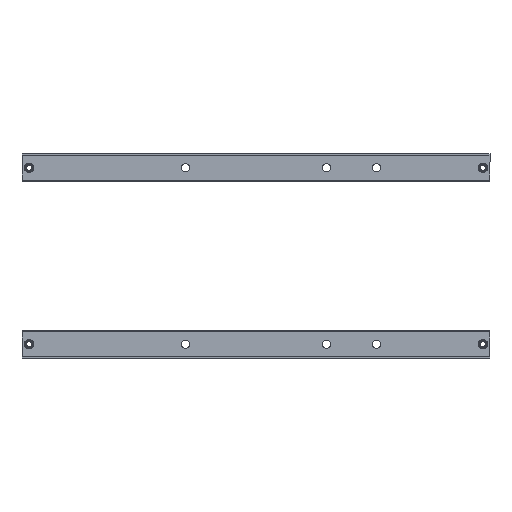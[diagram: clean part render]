
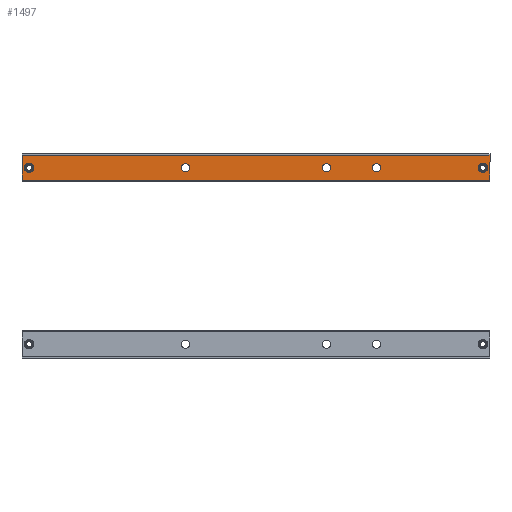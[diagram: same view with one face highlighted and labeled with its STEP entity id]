
A CAD part, front view. The second image highlights one B-rep face of the part: STEP entity #1497.
In plain terms, the highlighted planar face has unit normal (0, -1, 0).
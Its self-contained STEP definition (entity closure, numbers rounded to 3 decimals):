
#8 = EDGE_LOOP ( 'NONE', ( #782, #1600 ) ) ;
#18 = EDGE_CURVE ( 'NONE', #1818, #71, #996, .T. ) ;
#19 = VERTEX_POINT ( 'NONE', #480 ) ;
#30 = DIRECTION ( 'NONE',  ( 0., 1., 0. ) ) ;
#55 = CIRCLE ( 'NONE', #1510, 7. ) ;
#71 = VERTEX_POINT ( 'NONE', #1845 ) ;
#90 = EDGE_CURVE ( 'NONE', #243, #1953, #1248, .T. ) ;
#92 = CARTESIAN_POINT ( 'NONE',  ( 504.112, 417.945, 1168.667 ) ) ;
#97 = ORIENTED_EDGE ( 'NONE', *, *, #18, .F. ) ;
#137 = CARTESIAN_POINT ( 'NONE',  ( 230.112, 417.945, 1168.667 ) ) ;
#151 = EDGE_CURVE ( 'NONE', #19, #1288, #1134, .T. ) ;
#152 = CIRCLE ( 'NONE', #1925, 8. ) ;
#154 = CIRCLE ( 'NONE', #721, 7. ) ;
#196 = DIRECTION ( 'NONE',  ( 1., 0., 0. ) ) ;
#202 = DIRECTION ( 'NONE',  ( 0., 1., 0. ) ) ;
#210 = CARTESIAN_POINT ( 'NONE',  ( 315.112, 417.945, 1168.667 ) ) ;
#213 = EDGE_LOOP ( 'NONE', ( #483, #1733 ) ) ;
#224 = CARTESIAN_POINT ( 'NONE',  ( -287.888, 417.945, 1147.667 ) ) ;
#239 = CARTESIAN_POINT ( 'NONE',  ( 488.112, 417.945, 1168.667 ) ) ;
#243 = VERTEX_POINT ( 'NONE', #1439 ) ;
#264 = ORIENTED_EDGE ( 'NONE', *, *, #151, .T. ) ;
#276 = LINE ( 'NONE', #1382, #1492 ) ;
#304 = DIRECTION ( 'NONE',  ( 1., 0., 0. ) ) ;
#318 = CARTESIAN_POINT ( 'NONE',  ( 496.112, 417.945, 1168.667 ) ) ;
#332 = EDGE_CURVE ( 'NONE', #661, #469, #152, .T. ) ;
#368 = VERTEX_POINT ( 'NONE', #224 ) ;
#381 = FACE_OUTER_BOUND ( 'NONE', #1329, .T. ) ;
#383 = DIRECTION ( 'NONE',  ( 0., 1., 0. ) ) ;
#384 = DIRECTION ( 'NONE',  ( -1., 0., 0. ) ) ;
#399 = DIRECTION ( 'NONE',  ( 0., 0., 1. ) ) ;
#400 = AXIS2_PLACEMENT_3D ( 'NONE', #694, #685, #304 ) ;
#409 = AXIS2_PLACEMENT_3D ( 'NONE', #719, #766, #982 ) ;
#421 = DIRECTION ( 'NONE',  ( 1., 0., 0. ) ) ;
#424 = CARTESIAN_POINT ( 'NONE',  ( 308.112, 417.945, 1168.667 ) ) ;
#441 = CARTESIAN_POINT ( 'NONE',  ( 223.112, 417.945, 1168.667 ) ) ;
#460 = CIRCLE ( 'NONE', #1081, 8. ) ;
#467 = EDGE_CURVE ( 'NONE', #834, #1299, #1418, .T. ) ;
#469 = VERTEX_POINT ( 'NONE', #239 ) ;
#474 = CARTESIAN_POINT ( 'NONE',  ( -287.888, 417.945, 1189.667 ) ) ;
#480 = CARTESIAN_POINT ( 'NONE',  ( 237.112, 417.945, 1168.667 ) ) ;
#483 = ORIENTED_EDGE ( 'NONE', *, *, #90, .F. ) ;
#522 = VECTOR ( 'NONE', #384, 1000. ) ;
#531 = CARTESIAN_POINT ( 'NONE',  ( -287.888, 417.945, 1189.667 ) ) ;
#560 = ORIENTED_EDGE ( 'NONE', *, *, #1666, .T. ) ;
#565 = EDGE_CURVE ( 'NONE', #469, #661, #460, .T. ) ;
#573 = EDGE_CURVE ( 'NONE', #1400, #1544, #154, .T. ) ;
#589 = EDGE_CURVE ( 'NONE', #1818, #368, #276, .T. ) ;
#612 = CARTESIAN_POINT ( 'NONE',  ( -2.888, 417.945, 1168.667 ) ) ;
#634 = CARTESIAN_POINT ( 'NONE',  ( 230.112, 417.945, 1168.667 ) ) ;
#635 = EDGE_CURVE ( 'NONE', #1544, #1400, #1178, .T. ) ;
#661 = VERTEX_POINT ( 'NONE', #92 ) ;
#662 = DIRECTION ( 'NONE',  ( 0., -1., 0. ) ) ;
#666 = DIRECTION ( 'NONE',  ( 0., 0., 1. ) ) ;
#682 = DIRECTION ( 'NONE',  ( 0., 1., 0. ) ) ;
#685 = DIRECTION ( 'NONE',  ( 0., 1., 0. ) ) ;
#687 = DIRECTION ( 'NONE',  ( 0., 0., -1. ) ) ;
#694 = CARTESIAN_POINT ( 'NONE',  ( 315.112, 417.945, 1168.667 ) ) ;
#711 = CARTESIAN_POINT ( 'NONE',  ( -287.888, 417.945, 1985.672 ) ) ;
#719 = CARTESIAN_POINT ( 'NONE',  ( -275.888, 417.945, 1168.667 ) ) ;
#721 = AXIS2_PLACEMENT_3D ( 'NONE', #1231, #1376, #1191 ) ;
#728 = CIRCLE ( 'NONE', #1241, 7. ) ;
#766 = DIRECTION ( 'NONE',  ( 0., -1., 0. ) ) ;
#773 = EDGE_CURVE ( 'NONE', #800, #368, #1297, .T. ) ;
#782 = ORIENTED_EDGE ( 'NONE', *, *, #573, .T. ) ;
#785 = DIRECTION ( 'NONE',  ( 0., -1., 0. ) ) ;
#786 = FACE_BOUND ( 'NONE', #1368, .T. ) ;
#796 = CARTESIAN_POINT ( 'NONE',  ( 508.112, 417.945, 1147.667 ) ) ;
#800 = VERTEX_POINT ( 'NONE', #796 ) ;
#804 = FACE_BOUND ( 'NONE', #1111, .T. ) ;
#834 = VERTEX_POINT ( 'NONE', #1144 ) ;
#860 = LINE ( 'NONE', #1586, #1121 ) ;
#927 = AXIS2_PLACEMENT_3D ( 'NONE', #962, #1553, #666 ) ;
#929 = ORIENTED_EDGE ( 'NONE', *, *, #332, .F. ) ;
#962 = CARTESIAN_POINT ( 'NONE',  ( -275.888, 417.945, 1168.667 ) ) ;
#966 = FACE_BOUND ( 'NONE', #1142, .T. ) ;
#982 = DIRECTION ( 'NONE',  ( 0., 0., 1. ) ) ;
#996 = LINE ( 'NONE', #474, #1633 ) ;
#1020 = ORIENTED_EDGE ( 'NONE', *, *, #773, .F. ) ;
#1081 = AXIS2_PLACEMENT_3D ( 'NONE', #1594, #662, #1737 ) ;
#1111 = EDGE_LOOP ( 'NONE', ( #1900, #929 ) ) ;
#1121 = VECTOR ( 'NONE', #687, 1000. ) ;
#1134 = CIRCLE ( 'NONE', #1177, 7. ) ;
#1142 = EDGE_LOOP ( 'NONE', ( #264, #560 ) ) ;
#1143 = EDGE_CURVE ( 'NONE', #1299, #834, #55, .T. ) ;
#1144 = CARTESIAN_POINT ( 'NONE',  ( 322.112, 417.945, 1168.667 ) ) ;
#1165 = EDGE_CURVE ( 'NONE', #1953, #243, #1169, .T. ) ;
#1169 = CIRCLE ( 'NONE', #927, 8. ) ;
#1177 = AXIS2_PLACEMENT_3D ( 'NONE', #634, #30, #421 ) ;
#1178 = CIRCLE ( 'NONE', #1978, 7. ) ;
#1191 = DIRECTION ( 'NONE',  ( 1., 0., 0. ) ) ;
#1231 = CARTESIAN_POINT ( 'NONE',  ( -9.888, 417.945, 1168.667 ) ) ;
#1241 = AXIS2_PLACEMENT_3D ( 'NONE', #137, #383, #2011 ) ;
#1248 = CIRCLE ( 'NONE', #409, 8. ) ;
#1269 = CARTESIAN_POINT ( 'NONE',  ( -283.888, 417.945, 1168.667 ) ) ;
#1286 = ORIENTED_EDGE ( 'NONE', *, *, #589, .T. ) ;
#1288 = VERTEX_POINT ( 'NONE', #441 ) ;
#1297 = LINE ( 'NONE', #1769, #522 ) ;
#1299 = VERTEX_POINT ( 'NONE', #424 ) ;
#1316 = PLANE ( 'NONE',  #1715 ) ;
#1329 = EDGE_LOOP ( 'NONE', ( #97, #1286, #1020, #1825 ) ) ;
#1355 = CARTESIAN_POINT ( 'NONE',  ( -16.888, 417.945, 1168.667 ) ) ;
#1368 = EDGE_LOOP ( 'NONE', ( #1652, #1709 ) ) ;
#1376 = DIRECTION ( 'NONE',  ( 0., 1., 0. ) ) ;
#1382 = CARTESIAN_POINT ( 'NONE',  ( -287.888, 417.945, 1985.672 ) ) ;
#1400 = VERTEX_POINT ( 'NONE', #612 ) ;
#1418 = CIRCLE ( 'NONE', #400, 7. ) ;
#1439 = CARTESIAN_POINT ( 'NONE',  ( -267.888, 417.945, 1168.667 ) ) ;
#1457 = DIRECTION ( 'NONE',  ( 1., 0., 0. ) ) ;
#1492 = VECTOR ( 'NONE', #1746, 1000. ) ;
#1497 = ADVANCED_FACE ( 'NONE', ( #381, #786, #1555, #966, #804, #1914 ), #1316, .F. ) ;
#1504 = DIRECTION ( 'NONE',  ( 1., 0., 0. ) ) ;
#1510 = AXIS2_PLACEMENT_3D ( 'NONE', #210, #202, #196 ) ;
#1544 = VERTEX_POINT ( 'NONE', #1355 ) ;
#1551 = CARTESIAN_POINT ( 'NONE',  ( -9.888, 417.945, 1168.667 ) ) ;
#1553 = DIRECTION ( 'NONE',  ( 0., -1., 0. ) ) ;
#1555 = FACE_BOUND ( 'NONE', #8, .T. ) ;
#1586 = CARTESIAN_POINT ( 'NONE',  ( 508.112, 417.945, 1985.672 ) ) ;
#1594 = CARTESIAN_POINT ( 'NONE',  ( 496.112, 417.945, 1168.667 ) ) ;
#1595 = DIRECTION ( 'NONE',  ( -1., 0., 0. ) ) ;
#1600 = ORIENTED_EDGE ( 'NONE', *, *, #635, .T. ) ;
#1606 = DIRECTION ( 'NONE',  ( 0., 1., 0. ) ) ;
#1633 = VECTOR ( 'NONE', #1504, 1000. ) ;
#1652 = ORIENTED_EDGE ( 'NONE', *, *, #467, .T. ) ;
#1666 = EDGE_CURVE ( 'NONE', #1288, #19, #728, .T. ) ;
#1709 = ORIENTED_EDGE ( 'NONE', *, *, #1143, .T. ) ;
#1715 = AXIS2_PLACEMENT_3D ( 'NONE', #711, #1606, #1595 ) ;
#1733 = ORIENTED_EDGE ( 'NONE', *, *, #1165, .F. ) ;
#1737 = DIRECTION ( 'NONE',  ( 0., 0., 1. ) ) ;
#1746 = DIRECTION ( 'NONE',  ( 0., 0., -1. ) ) ;
#1769 = CARTESIAN_POINT ( 'NONE',  ( 508.112, 417.945, 1147.667 ) ) ;
#1801 = EDGE_CURVE ( 'NONE', #71, #800, #860, .T. ) ;
#1818 = VERTEX_POINT ( 'NONE', #531 ) ;
#1825 = ORIENTED_EDGE ( 'NONE', *, *, #1801, .F. ) ;
#1845 = CARTESIAN_POINT ( 'NONE',  ( 508.112, 417.945, 1189.667 ) ) ;
#1900 = ORIENTED_EDGE ( 'NONE', *, *, #565, .F. ) ;
#1914 = FACE_BOUND ( 'NONE', #213, .T. ) ;
#1925 = AXIS2_PLACEMENT_3D ( 'NONE', #318, #785, #399 ) ;
#1953 = VERTEX_POINT ( 'NONE', #1269 ) ;
#1978 = AXIS2_PLACEMENT_3D ( 'NONE', #1551, #682, #1457 ) ;
#2011 = DIRECTION ( 'NONE',  ( 1., 0., 0. ) ) ;
